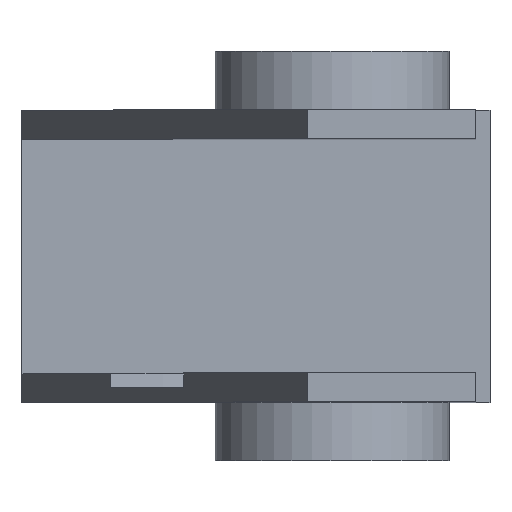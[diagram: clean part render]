
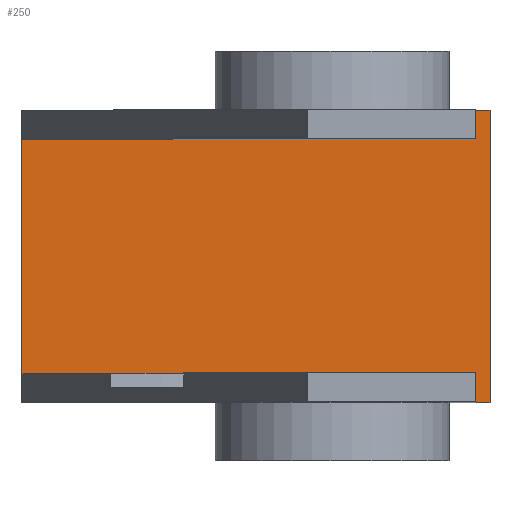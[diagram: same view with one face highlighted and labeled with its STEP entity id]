
A CAD part, top view. The second image highlights one B-rep face of the part: STEP entity #250.
In plain terms, the highlighted planar face has unit normal (0, 0, 1).
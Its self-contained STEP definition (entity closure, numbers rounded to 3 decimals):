
#41 = EDGE_CURVE ( 'NONE', #144, #743, #766, .T. ) ;
#50 = VERTEX_POINT ( 'NONE', #652 ) ;
#60 = VECTOR ( 'NONE', #303, 1000. ) ;
#97 = CARTESIAN_POINT ( 'NONE',  ( 75.118, 97., -97. ) ) ;
#98 = CARTESIAN_POINT ( 'NONE',  ( 75.118, 177., -97. ) ) ;
#116 = VERTEX_POINT ( 'NONE', #510 ) ;
#133 = LINE ( 'NONE', #806, #619 ) ;
#135 = FACE_OUTER_BOUND ( 'NONE', #641, .T. ) ;
#140 = CARTESIAN_POINT ( 'NONE',  ( -80., 177., -97. ) ) ;
#144 = VERTEX_POINT ( 'NONE', #191 ) ;
#168 = EDGE_CURVE ( 'NONE', #116, #144, #542, .T. ) ;
#175 = DIRECTION ( 'NONE',  ( 1., 0., 0. ) ) ;
#181 = VECTOR ( 'NONE', #1019, 1000. ) ;
#191 = CARTESIAN_POINT ( 'NONE',  ( 80., 187., -97. ) ) ;
#195 = LINE ( 'NONE', #478, #60 ) ;
#224 = VERTEX_POINT ( 'NONE', #822 ) ;
#226 = LINE ( 'NONE', #573, #238 ) ;
#238 = VECTOR ( 'NONE', #175, 1000. ) ;
#250 = ADVANCED_FACE ( 'NONE', ( #135 ), #927, .T. ) ;
#256 = VECTOR ( 'NONE', #417, 1000. ) ;
#282 = VECTOR ( 'NONE', #444, 1000. ) ;
#293 = ORIENTED_EDGE ( 'NONE', *, *, #465, .T. ) ;
#303 = DIRECTION ( 'NONE',  ( 0., -1., 0. ) ) ;
#322 = EDGE_CURVE ( 'NONE', #436, #952, #891, .T. ) ;
#332 = DIRECTION ( 'NONE',  ( 1., 0., 0. ) ) ;
#341 = VECTOR ( 'NONE', #818, 1000. ) ;
#344 = CARTESIAN_POINT ( 'NONE',  ( 80., 187., -97. ) ) ;
#351 = ORIENTED_EDGE ( 'NONE', *, *, #381, .F. ) ;
#381 = EDGE_CURVE ( 'NONE', #952, #743, #726, .T. ) ;
#417 = DIRECTION ( 'NONE',  ( -1., 0., 0. ) ) ;
#436 = VERTEX_POINT ( 'NONE', #140 ) ;
#444 = DIRECTION ( 'NONE',  ( 1., 0., 0. ) ) ;
#450 = DIRECTION ( 'NONE',  ( 0., -1., 0. ) ) ;
#456 = ORIENTED_EDGE ( 'NONE', *, *, #670, .T. ) ;
#465 = EDGE_CURVE ( 'NONE', #695, #224, #195, .T. ) ;
#478 = CARTESIAN_POINT ( 'NONE',  ( 75.118, 97., -97. ) ) ;
#510 = CARTESIAN_POINT ( 'NONE',  ( 80., 87., -97. ) ) ;
#542 = LINE ( 'NONE', #344, #341 ) ;
#543 = ORIENTED_EDGE ( 'NONE', *, *, #322, .F. ) ;
#564 = CARTESIAN_POINT ( 'NONE',  ( 75.118, 187., -97. ) ) ;
#573 = CARTESIAN_POINT ( 'NONE',  ( -80., 97., -97. ) ) ;
#602 = EDGE_CURVE ( 'NONE', #436, #50, #774, .T. ) ;
#619 = VECTOR ( 'NONE', #332, 1000. ) ;
#629 = DIRECTION ( 'NONE',  ( 0., -1., 0. ) ) ;
#632 = CARTESIAN_POINT ( 'NONE',  ( -80., 187., -97. ) ) ;
#641 = EDGE_LOOP ( 'NONE', ( #1003, #351, #543, #879, #456, #293, #767, #951 ) ) ;
#652 = CARTESIAN_POINT ( 'NONE',  ( -80., 97., -97. ) ) ;
#670 = EDGE_CURVE ( 'NONE', #50, #695, #226, .T. ) ;
#679 = CARTESIAN_POINT ( 'NONE',  ( 75.118, 177., -97. ) ) ;
#695 = VERTEX_POINT ( 'NONE', #97 ) ;
#726 = LINE ( 'NONE', #679, #181 ) ;
#734 = AXIS2_PLACEMENT_3D ( 'NONE', #757, #847, #450 ) ;
#743 = VERTEX_POINT ( 'NONE', #564 ) ;
#757 = CARTESIAN_POINT ( 'NONE',  ( 0., 137., -97. ) ) ;
#766 = LINE ( 'NONE', #811, #256 ) ;
#767 = ORIENTED_EDGE ( 'NONE', *, *, #845, .T. ) ;
#774 = LINE ( 'NONE', #632, #957 ) ;
#806 = CARTESIAN_POINT ( 'NONE',  ( -80., 87., -97. ) ) ;
#811 = CARTESIAN_POINT ( 'NONE',  ( -80., 187., -97. ) ) ;
#818 = DIRECTION ( 'NONE',  ( 0., 1., 0. ) ) ;
#822 = CARTESIAN_POINT ( 'NONE',  ( 75.118, 87., -97. ) ) ;
#845 = EDGE_CURVE ( 'NONE', #224, #116, #133, .T. ) ;
#847 = DIRECTION ( 'NONE',  ( 0., 0., 1. ) ) ;
#879 = ORIENTED_EDGE ( 'NONE', *, *, #602, .T. ) ;
#891 = LINE ( 'NONE', #914, #282 ) ;
#914 = CARTESIAN_POINT ( 'NONE',  ( -80., 177., -97. ) ) ;
#927 = PLANE ( 'NONE',  #734 ) ;
#951 = ORIENTED_EDGE ( 'NONE', *, *, #168, .T. ) ;
#952 = VERTEX_POINT ( 'NONE', #98 ) ;
#957 = VECTOR ( 'NONE', #629, 1000. ) ;
#1003 = ORIENTED_EDGE ( 'NONE', *, *, #41, .T. ) ;
#1019 = DIRECTION ( 'NONE',  ( 0., 1., 0. ) ) ;
